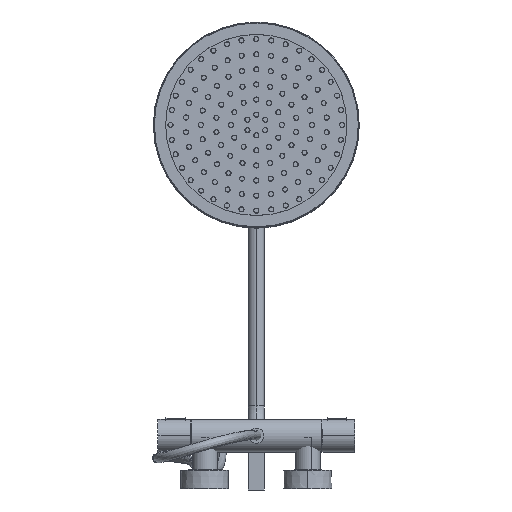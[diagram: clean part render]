
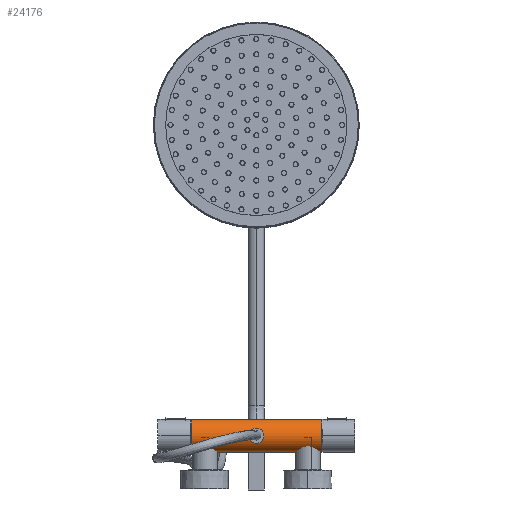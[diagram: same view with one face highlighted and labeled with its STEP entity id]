
A CAD part, front view. The second image highlights one B-rep face of the part: STEP entity #24176.
In plain terms, the highlighted cylindrical face has radius 24 mm (diameter 48 mm), a partial arc.
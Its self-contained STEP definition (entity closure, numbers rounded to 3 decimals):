
#248 = VERTEX_POINT ( 'NONE', #11533 ) ;
#1166 = EDGE_CURVE ( 'NONE', #25612, #14864, #21507, .T. ) ;
#1440 = ORIENTED_EDGE ( 'NONE', *, *, #23633, .F. ) ;
#2279 = EDGE_LOOP ( 'NONE', ( #1440, #15302, #3368, #24293 ) ) ;
#3368 = ORIENTED_EDGE ( 'NONE', *, *, #8428, .T. ) ;
#3817 = CARTESIAN_POINT ( 'NONE',  ( -95., 0., 0. ) ) ;
#4021 = DIRECTION ( 'NONE',  ( -1., 0., 0. ) ) ;
#4416 = VERTEX_POINT ( 'NONE', #9978 ) ;
#5242 = DIRECTION ( 'NONE',  ( -1., 0., 0. ) ) ;
#5967 = DIRECTION ( 'NONE',  ( 0., 0., -1. ) ) ;
#8428 = EDGE_CURVE ( 'NONE', #25612, #4416, #16452, .T. ) ;
#8538 = VECTOR ( 'NONE', #8927, 1000. ) ;
#8927 = DIRECTION ( 'NONE',  ( -1., 0., 0. ) ) ;
#9087 = AXIS2_PLACEMENT_3D ( 'NONE', #9612, #11514, #11550 ) ;
#9612 = CARTESIAN_POINT ( 'NONE',  ( 95., 0., 0. ) ) ;
#9875 = LINE ( 'NONE', #19497, #8538 ) ;
#9978 = CARTESIAN_POINT ( 'NONE',  ( -95., 0., 24. ) ) ;
#11354 = AXIS2_PLACEMENT_3D ( 'NONE', #3817, #18691, #5967 ) ;
#11467 = VECTOR ( 'NONE', #5242, 1000. ) ;
#11514 = DIRECTION ( 'NONE',  ( 1., 0., 0. ) ) ;
#11533 = CARTESIAN_POINT ( 'NONE',  ( -95., 0., -24. ) ) ;
#11550 = DIRECTION ( 'NONE',  ( 0., 0., -1. ) ) ;
#12869 = CARTESIAN_POINT ( 'NONE',  ( 95., 0., 24. ) ) ;
#13045 = CIRCLE ( 'NONE', #11354, 24. ) ;
#13748 = CYLINDRICAL_SURFACE ( 'NONE', #25391, 24. ) ;
#14864 = VERTEX_POINT ( 'NONE', #26866 ) ;
#15302 = ORIENTED_EDGE ( 'NONE', *, *, #1166, .F. ) ;
#16452 = LINE ( 'NONE', #20122, #11467 ) ;
#18691 = DIRECTION ( 'NONE',  ( 1., 0., 0. ) ) ;
#18910 = DIRECTION ( 'NONE',  ( 0., 0., 1. ) ) ;
#19497 = CARTESIAN_POINT ( 'NONE',  ( 95., 0., -24. ) ) ;
#20122 = CARTESIAN_POINT ( 'NONE',  ( 95., 0., 24. ) ) ;
#21507 = CIRCLE ( 'NONE', #9087, 24. ) ;
#23633 = EDGE_CURVE ( 'NONE', #14864, #248, #9875, .T. ) ;
#24176 = ADVANCED_FACE ( 'NONE', ( #25132 ), #13748, .T. ) ;
#24293 = ORIENTED_EDGE ( 'NONE', *, *, #24736, .T. ) ;
#24736 = EDGE_CURVE ( 'NONE', #4416, #248, #13045, .T. ) ;
#25132 = FACE_OUTER_BOUND ( 'NONE', #2279, .T. ) ;
#25391 = AXIS2_PLACEMENT_3D ( 'NONE', #27441, #4021, #18910 ) ;
#25612 = VERTEX_POINT ( 'NONE', #12869 ) ;
#26866 = CARTESIAN_POINT ( 'NONE',  ( 95., 0., -24. ) ) ;
#27441 = CARTESIAN_POINT ( 'NONE',  ( 95., 0., 0. ) ) ;
